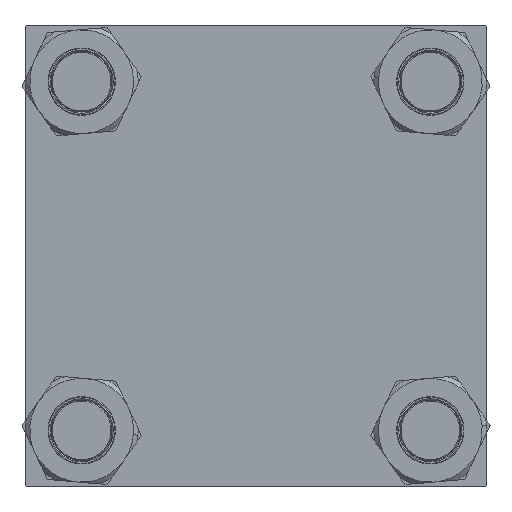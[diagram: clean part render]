
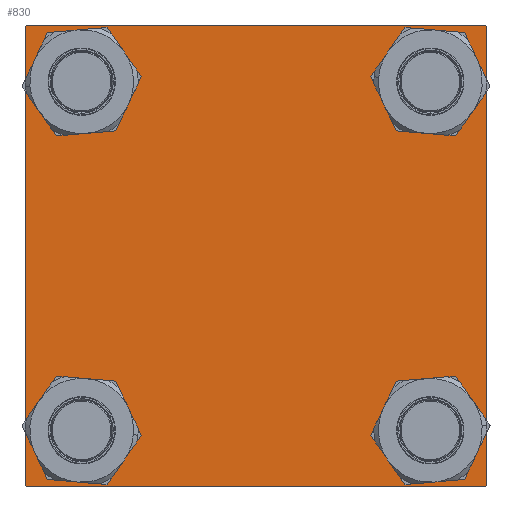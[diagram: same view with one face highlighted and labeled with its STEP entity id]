
A CAD part, left-side view. The second image highlights one B-rep face of the part: STEP entity #830.
In plain terms, the highlighted planar face has unit normal (-1, 0, 0).
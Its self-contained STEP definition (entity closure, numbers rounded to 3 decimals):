
#94 = LINE ( 'NONE', #48740, #3003 ) ;
#830 = ADVANCED_FACE ( 'NONE', ( #54706, #45745, #46305, #23726, #1165 ), #37329, .T. ) ;
#1151 = EDGE_CURVE ( 'NONE', #46593, #21182, #14703, .T. ) ;
#1165 = FACE_OUTER_BOUND ( 'NONE', #25156, .T. ) ;
#1330 = EDGE_CURVE ( 'NONE', #2079, #47885, #44195, .T. ) ;
#2079 = VERTEX_POINT ( 'NONE', #49262 ) ;
#2101 = AXIS2_PLACEMENT_3D ( 'NONE', #2796, #11503, #42454 ) ;
#2385 = VERTEX_POINT ( 'NONE', #50525 ) ;
#2796 = CARTESIAN_POINT ( 'NONE',  ( 0., 77.45, -77.45 ) ) ;
#2985 = DIRECTION ( 'NONE',  ( 0., 0., 1. ) ) ;
#3003 = VECTOR ( 'NONE', #39752, 1000. ) ;
#3489 = ORIENTED_EDGE ( 'NONE', *, *, #6236, .T. ) ;
#3743 = ORIENTED_EDGE ( 'NONE', *, *, #1330, .F. ) ;
#3968 = CIRCLE ( 'NONE', #38171, 14. ) ;
#4132 = ORIENTED_EDGE ( 'NONE', *, *, #17767, .T. ) ;
#4544 = CARTESIAN_POINT ( 'NONE',  ( 0., -102.5, 102.5 ) ) ;
#5091 = EDGE_CURVE ( 'NONE', #17839, #2385, #19477, .T. ) ;
#5371 = DIRECTION ( 'NONE',  ( 0., -1., 0. ) ) ;
#5901 = ORIENTED_EDGE ( 'NONE', *, *, #40482, .T. ) ;
#6084 = CIRCLE ( 'NONE', #44947, 14. ) ;
#6236 = EDGE_CURVE ( 'NONE', #10111, #49029, #34892, .T. ) ;
#6278 = ORIENTED_EDGE ( 'NONE', *, *, #35407, .T. ) ;
#6774 = VECTOR ( 'NONE', #43459, 1000. ) ;
#7046 = DIRECTION ( 'NONE',  ( 1., 0., 0. ) ) ;
#7247 = CARTESIAN_POINT ( 'NONE',  ( 0., 77.45, 91.45 ) ) ;
#7276 = ORIENTED_EDGE ( 'NONE', *, *, #32776, .T. ) ;
#7331 = AXIS2_PLACEMENT_3D ( 'NONE', #15335, #32707, #27792 ) ;
#7470 = ORIENTED_EDGE ( 'NONE', *, *, #31635, .T. ) ;
#7824 = CARTESIAN_POINT ( 'NONE',  ( 0., 77.45, -91.45 ) ) ;
#7955 = CIRCLE ( 'NONE', #21876, 14. ) ;
#8246 = ORIENTED_EDGE ( 'NONE', *, *, #55759, .T. ) ;
#8739 = CARTESIAN_POINT ( 'NONE',  ( 0., 102.25, -102.25 ) ) ;
#10111 = VERTEX_POINT ( 'NONE', #50537 ) ;
#11219 = VECTOR ( 'NONE', #51685, 1000. ) ;
#11503 = DIRECTION ( 'NONE',  ( 1., 0., 0. ) ) ;
#12870 = EDGE_LOOP ( 'NONE', ( #7276, #46340 ) ) ;
#12898 = CARTESIAN_POINT ( 'NONE',  ( 0., 102.5, 102.5 ) ) ;
#13979 = DIRECTION ( 'NONE',  ( 1., 0., 0. ) ) ;
#13980 = ORIENTED_EDGE ( 'NONE', *, *, #53848, .T. ) ;
#14481 = EDGE_CURVE ( 'NONE', #36198, #27273, #36829, .T. ) ;
#14516 = CARTESIAN_POINT ( 'NONE',  ( 0., 77.45, -77.45 ) ) ;
#14703 = LINE ( 'NONE', #23097, #22134 ) ;
#14847 = ORIENTED_EDGE ( 'NONE', *, *, #49982, .T. ) ;
#15335 = CARTESIAN_POINT ( 'NONE',  ( 0., 0., 0. ) ) ;
#17398 = DIRECTION ( 'NONE',  ( 0., -0.707, -0.707 ) ) ;
#17401 = DIRECTION ( 'NONE',  ( 0., 0., 1. ) ) ;
#17408 = AXIS2_PLACEMENT_3D ( 'NONE', #19799, #33392, #2985 ) ;
#17767 = EDGE_CURVE ( 'NONE', #24646, #29376, #36911, .T. ) ;
#17839 = VERTEX_POINT ( 'NONE', #7247 ) ;
#19477 = CIRCLE ( 'NONE', #25948, 14. ) ;
#19711 = DIRECTION ( 'NONE',  ( 0., 0., 1. ) ) ;
#19799 = CARTESIAN_POINT ( 'NONE',  ( 0., -77.45, 77.45 ) ) ;
#19875 = CARTESIAN_POINT ( 'NONE',  ( 0., -77.45, -91.45 ) ) ;
#21182 = VERTEX_POINT ( 'NONE', #45180 ) ;
#21446 = CARTESIAN_POINT ( 'NONE',  ( 0., 102.5, -102. ) ) ;
#21876 = AXIS2_PLACEMENT_3D ( 'NONE', #56820, #52185, #30180 ) ;
#21982 = VERTEX_POINT ( 'NONE', #52168 ) ;
#22134 = VECTOR ( 'NONE', #41611, 1000. ) ;
#22657 = CARTESIAN_POINT ( 'NONE',  ( 0., 77.45, 77.45 ) ) ;
#23097 = CARTESIAN_POINT ( 'NONE',  ( 0., 102.5, 102.5 ) ) ;
#23726 = FACE_BOUND ( 'NONE', #36486, .T. ) ;
#24617 = CARTESIAN_POINT ( 'NONE',  ( 0., -102.5, -102. ) ) ;
#24620 = VECTOR ( 'NONE', #5371, 1000. ) ;
#24646 = VERTEX_POINT ( 'NONE', #7824 ) ;
#25156 = EDGE_LOOP ( 'NONE', ( #3489, #8246, #14847, #5901, #3743, #7470, #56428, #6278 ) ) ;
#25948 = AXIS2_PLACEMENT_3D ( 'NONE', #22657, #13979, #40306 ) ;
#26975 = VERTEX_POINT ( 'NONE', #19875 ) ;
#27146 = VECTOR ( 'NONE', #55419, 1000. ) ;
#27273 = VERTEX_POINT ( 'NONE', #33681 ) ;
#27792 = DIRECTION ( 'NONE',  ( 0., 0., 1. ) ) ;
#28836 = EDGE_LOOP ( 'NONE', ( #51359, #4132 ) ) ;
#29354 = CARTESIAN_POINT ( 'NONE',  ( 0., -102.25, -102.25 ) ) ;
#29376 = VERTEX_POINT ( 'NONE', #43539 ) ;
#29441 = ORIENTED_EDGE ( 'NONE', *, *, #53565, .T. ) ;
#29843 = CARTESIAN_POINT ( 'NONE',  ( 0., 102.25, 102.25 ) ) ;
#30180 = DIRECTION ( 'NONE',  ( 0., 0., 1. ) ) ;
#31635 = EDGE_CURVE ( 'NONE', #2079, #21182, #94, .T. ) ;
#31713 = LINE ( 'NONE', #44757, #24620 ) ;
#31886 = ORIENTED_EDGE ( 'NONE', *, *, #5091, .T. ) ;
#32707 = DIRECTION ( 'NONE',  ( -1., 0., 0. ) ) ;
#32776 = EDGE_CURVE ( 'NONE', #55164, #26975, #3968, .T. ) ;
#33285 = EDGE_CURVE ( 'NONE', #29376, #24646, #51109, .T. ) ;
#33392 = DIRECTION ( 'NONE',  ( 1., 0., 0. ) ) ;
#33681 = CARTESIAN_POINT ( 'NONE',  ( 0., -77.45, 63.45 ) ) ;
#34892 = LINE ( 'NONE', #12898, #11219 ) ;
#35407 = EDGE_CURVE ( 'NONE', #46593, #10111, #47232, .T. ) ;
#35890 = DIRECTION ( 'NONE',  ( 0., 0., 1. ) ) ;
#36198 = VERTEX_POINT ( 'NONE', #43754 ) ;
#36486 = EDGE_LOOP ( 'NONE', ( #31886, #13980 ) ) ;
#36829 = CIRCLE ( 'NONE', #17408, 14. ) ;
#36911 = CIRCLE ( 'NONE', #38758, 14. ) ;
#37329 = PLANE ( 'NONE',  #7331 ) ;
#37994 = CARTESIAN_POINT ( 'NONE',  ( 0., 102., -102.5 ) ) ;
#38171 = AXIS2_PLACEMENT_3D ( 'NONE', #48683, #39694, #17401 ) ;
#38581 = CARTESIAN_POINT ( 'NONE',  ( 0., -77.45, 77.45 ) ) ;
#38758 = AXIS2_PLACEMENT_3D ( 'NONE', #14516, #50399, #19711 ) ;
#39656 = CARTESIAN_POINT ( 'NONE',  ( 0., -77.45, -77.45 ) ) ;
#39694 = DIRECTION ( 'NONE',  ( 1., 0., 0. ) ) ;
#39752 = DIRECTION ( 'NONE',  ( 0., 0.707, 0.707 ) ) ;
#40306 = DIRECTION ( 'NONE',  ( 0., 0., 1. ) ) ;
#40482 = EDGE_CURVE ( 'NONE', #21982, #47885, #42111, .T. ) ;
#41331 = VECTOR ( 'NONE', #17398, 1000. ) ;
#41412 = EDGE_LOOP ( 'NONE', ( #56377, #29441 ) ) ;
#41611 = DIRECTION ( 'NONE',  ( 0., -1., 0. ) ) ;
#41631 = VERTEX_POINT ( 'NONE', #37994 ) ;
#42111 = LINE ( 'NONE', #29354, #27146 ) ;
#42454 = DIRECTION ( 'NONE',  ( 0., 0., 1. ) ) ;
#43319 = DIRECTION ( 'NONE',  ( 0., 0., -1. ) ) ;
#43459 = DIRECTION ( 'NONE',  ( 0., 0.707, -0.707 ) ) ;
#43539 = CARTESIAN_POINT ( 'NONE',  ( 0., 77.45, -63.45 ) ) ;
#43735 = CARTESIAN_POINT ( 'NONE',  ( 0., -77.45, -63.45 ) ) ;
#43754 = CARTESIAN_POINT ( 'NONE',  ( 0., -77.45, 91.45 ) ) ;
#44195 = LINE ( 'NONE', #4544, #48973 ) ;
#44757 = CARTESIAN_POINT ( 'NONE',  ( 0., 102.5, -102.5 ) ) ;
#44947 = AXIS2_PLACEMENT_3D ( 'NONE', #38581, #7046, #51326 ) ;
#45180 = CARTESIAN_POINT ( 'NONE',  ( 0., -102., 102.5 ) ) ;
#45745 = FACE_BOUND ( 'NONE', #12870, .T. ) ;
#46305 = FACE_BOUND ( 'NONE', #28836, .T. ) ;
#46340 = ORIENTED_EDGE ( 'NONE', *, *, #47345, .T. ) ;
#46593 = VERTEX_POINT ( 'NONE', #56751 ) ;
#47232 = LINE ( 'NONE', #29843, #6774 ) ;
#47345 = EDGE_CURVE ( 'NONE', #26975, #55164, #47671, .T. ) ;
#47671 = CIRCLE ( 'NONE', #55064, 14. ) ;
#47885 = VERTEX_POINT ( 'NONE', #24617 ) ;
#48085 = LINE ( 'NONE', #8739, #41331 ) ;
#48683 = CARTESIAN_POINT ( 'NONE',  ( 0., -77.45, -77.45 ) ) ;
#48740 = CARTESIAN_POINT ( 'NONE',  ( 0., -102.25, 102.25 ) ) ;
#48973 = VECTOR ( 'NONE', #43319, 1000. ) ;
#49029 = VERTEX_POINT ( 'NONE', #21446 ) ;
#49262 = CARTESIAN_POINT ( 'NONE',  ( 0., -102.5, 102. ) ) ;
#49498 = DIRECTION ( 'NONE',  ( 1., 0., 0. ) ) ;
#49982 = EDGE_CURVE ( 'NONE', #41631, #21982, #31713, .T. ) ;
#50399 = DIRECTION ( 'NONE',  ( 1., 0., 0. ) ) ;
#50525 = CARTESIAN_POINT ( 'NONE',  ( 0., 77.45, 63.45 ) ) ;
#50537 = CARTESIAN_POINT ( 'NONE',  ( 0., 102.5, 102. ) ) ;
#51109 = CIRCLE ( 'NONE', #2101, 14. ) ;
#51326 = DIRECTION ( 'NONE',  ( 0., 0., 1. ) ) ;
#51359 = ORIENTED_EDGE ( 'NONE', *, *, #33285, .T. ) ;
#51685 = DIRECTION ( 'NONE',  ( 0., 0., -1. ) ) ;
#52168 = CARTESIAN_POINT ( 'NONE',  ( 0., -102., -102.5 ) ) ;
#52185 = DIRECTION ( 'NONE',  ( 1., 0., 0. ) ) ;
#53565 = EDGE_CURVE ( 'NONE', #27273, #36198, #6084, .T. ) ;
#53848 = EDGE_CURVE ( 'NONE', #2385, #17839, #7955, .T. ) ;
#54706 = FACE_BOUND ( 'NONE', #41412, .T. ) ;
#55064 = AXIS2_PLACEMENT_3D ( 'NONE', #39656, #49498, #35890 ) ;
#55164 = VERTEX_POINT ( 'NONE', #43735 ) ;
#55419 = DIRECTION ( 'NONE',  ( 0., -0.707, 0.707 ) ) ;
#55759 = EDGE_CURVE ( 'NONE', #49029, #41631, #48085, .T. ) ;
#56377 = ORIENTED_EDGE ( 'NONE', *, *, #14481, .T. ) ;
#56428 = ORIENTED_EDGE ( 'NONE', *, *, #1151, .F. ) ;
#56751 = CARTESIAN_POINT ( 'NONE',  ( 0., 102., 102.5 ) ) ;
#56820 = CARTESIAN_POINT ( 'NONE',  ( 0., 77.45, 77.45 ) ) ;
